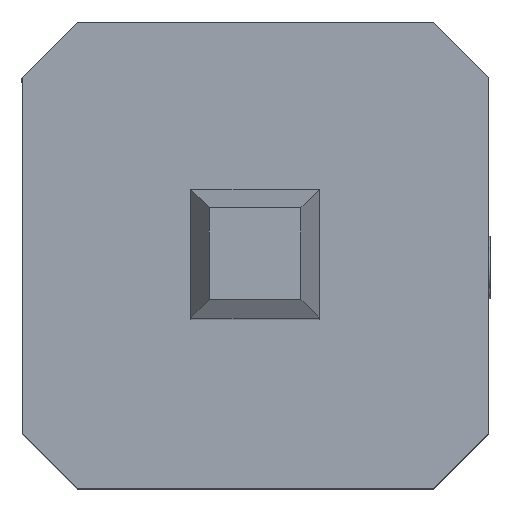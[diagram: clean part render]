
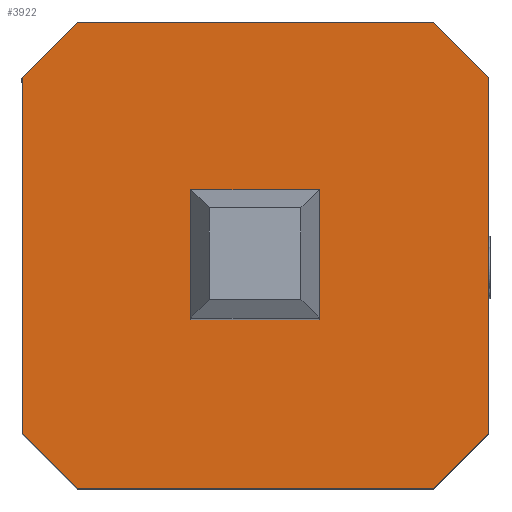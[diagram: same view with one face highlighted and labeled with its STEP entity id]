
A CAD part, top view. The second image highlights one B-rep face of the part: STEP entity #3922.
In plain terms, the highlighted planar face has unit normal (0, 0, 1).
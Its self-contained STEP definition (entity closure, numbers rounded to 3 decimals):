
#158 = CARTESIAN_POINT ( 'NONE',  ( -1.27, 0.97, 2.5 ) ) ;
#167 = VECTOR ( 'NONE', #13390, 1000. ) ;
#289 = CARTESIAN_POINT ( 'NONE',  ( 0.97, 1.27, 2.5 ) ) ;
#311 = ORIENTED_EDGE ( 'NONE', *, *, #14932, .T. ) ;
#958 = EDGE_CURVE ( 'NONE', #6278, #12054, #3692, .T. ) ;
#1268 = VECTOR ( 'NONE', #12035, 1000. ) ;
#1327 = ORIENTED_EDGE ( 'NONE', *, *, #6693, .T. ) ;
#1583 = VECTOR ( 'NONE', #10344, 1000. ) ;
#1820 = LINE ( 'NONE', #12597, #4093 ) ;
#1864 = ORIENTED_EDGE ( 'NONE', *, *, #958, .F. ) ;
#1951 = CARTESIAN_POINT ( 'NONE',  ( -0.35, 0.35, 2.5 ) ) ;
#2068 = EDGE_CURVE ( 'NONE', #12777, #3048, #11515, .T. ) ;
#2189 = FACE_OUTER_BOUND ( 'NONE', #10019, .T. ) ;
#2218 = CARTESIAN_POINT ( 'NONE',  ( -1.27, 0.97, 2.5 ) ) ;
#2284 = EDGE_CURVE ( 'NONE', #9227, #5282, #6821, .T. ) ;
#2353 = VERTEX_POINT ( 'NONE', #2218 ) ;
#2481 = ORIENTED_EDGE ( 'NONE', *, *, #11736, .F. ) ;
#2722 = CARTESIAN_POINT ( 'NONE',  ( 1.27, 0.97, 2.5 ) ) ;
#2862 = DIRECTION ( 'NONE',  ( 0.707, 0.707, 0. ) ) ;
#3048 = VERTEX_POINT ( 'NONE', #6846 ) ;
#3320 = CARTESIAN_POINT ( 'NONE',  ( 0., 0.35, 2.5 ) ) ;
#3324 = EDGE_CURVE ( 'NONE', #8395, #9227, #4965, .T. ) ;
#3431 = CARTESIAN_POINT ( 'NONE',  ( -1.27, -0.97, 2.5 ) ) ;
#3623 = CARTESIAN_POINT ( 'NONE',  ( 0.35, 0.35, 2.5 ) ) ;
#3692 = LINE ( 'NONE', #7236, #15532 ) ;
#3712 = EDGE_CURVE ( 'NONE', #2353, #8395, #4132, .T. ) ;
#3743 = LINE ( 'NONE', #5104, #9215 ) ;
#3861 = CARTESIAN_POINT ( 'NONE',  ( -0.97, -1.27, 2.5 ) ) ;
#3922 = ADVANCED_FACE ( 'NONE', ( #4623, #2189 ), #4853, .T. ) ;
#4093 = VECTOR ( 'NONE', #2862, 1000. ) ;
#4110 = EDGE_CURVE ( 'NONE', #6055, #6278, #8191, .T. ) ;
#4132 = LINE ( 'NONE', #158, #5266 ) ;
#4253 = LINE ( 'NONE', #2722, #9671 ) ;
#4623 = FACE_BOUND ( 'NONE', #12797, .T. ) ;
#4626 = DIRECTION ( 'NONE',  ( -1., 0., 0. ) ) ;
#4671 = CARTESIAN_POINT ( 'NONE',  ( 0.97, 1.27, 2.5 ) ) ;
#4698 = LINE ( 'NONE', #3320, #13883 ) ;
#4853 = PLANE ( 'NONE',  #9616 ) ;
#4965 = LINE ( 'NONE', #3431, #167 ) ;
#5104 = CARTESIAN_POINT ( 'NONE',  ( -0.35, 0., 2.5 ) ) ;
#5266 = VECTOR ( 'NONE', #7835, 1000. ) ;
#5282 = VERTEX_POINT ( 'NONE', #10362 ) ;
#5310 = LINE ( 'NONE', #4671, #1268 ) ;
#5349 = VECTOR ( 'NONE', #14588, 1000. ) ;
#6055 = VERTEX_POINT ( 'NONE', #9109 ) ;
#6124 = CARTESIAN_POINT ( 'NONE',  ( 1.27, -0.97, 2.5 ) ) ;
#6125 = LINE ( 'NONE', #10957, #5349 ) ;
#6278 = VERTEX_POINT ( 'NONE', #9553 ) ;
#6693 = EDGE_CURVE ( 'NONE', #3048, #2353, #6125, .T. ) ;
#6785 = EDGE_CURVE ( 'NONE', #11252, #8564, #4253, .T. ) ;
#6821 = LINE ( 'NONE', #3861, #6996 ) ;
#6846 = CARTESIAN_POINT ( 'NONE',  ( -0.97, 1.27, 2.5 ) ) ;
#6958 = CARTESIAN_POINT ( 'NONE',  ( 1.27, 0.97, 2.5 ) ) ;
#6996 = VECTOR ( 'NONE', #14973, 1000. ) ;
#7236 = CARTESIAN_POINT ( 'NONE',  ( 0.35, 0., 2.5 ) ) ;
#7316 = CARTESIAN_POINT ( 'NONE',  ( -0.97, -1.27, 2.5 ) ) ;
#7350 = DIRECTION ( 'NONE',  ( 0., 0., 1. ) ) ;
#7456 = ORIENTED_EDGE ( 'NONE', *, *, #3324, .T. ) ;
#7625 = ORIENTED_EDGE ( 'NONE', *, *, #2284, .T. ) ;
#7671 = EDGE_CURVE ( 'NONE', #8564, #12777, #5310, .T. ) ;
#7682 = DIRECTION ( 'NONE',  ( 0., -1., 0. ) ) ;
#7835 = DIRECTION ( 'NONE',  ( 0., -1., 0. ) ) ;
#7961 = DIRECTION ( 'NONE',  ( 0., 1., 0. ) ) ;
#7994 = CARTESIAN_POINT ( 'NONE',  ( -0.97, 1.27, 2.5 ) ) ;
#8191 = LINE ( 'NONE', #12633, #8855 ) ;
#8395 = VERTEX_POINT ( 'NONE', #12088 ) ;
#8564 = VERTEX_POINT ( 'NONE', #6958 ) ;
#8855 = VECTOR ( 'NONE', #13160, 1000. ) ;
#9109 = CARTESIAN_POINT ( 'NONE',  ( -0.35, -0.35, 2.5 ) ) ;
#9215 = VECTOR ( 'NONE', #7682, 1000. ) ;
#9227 = VERTEX_POINT ( 'NONE', #7316 ) ;
#9553 = CARTESIAN_POINT ( 'NONE',  ( 0.35, -0.35, 2.5 ) ) ;
#9616 = AXIS2_PLACEMENT_3D ( 'NONE', #9725, #7350, #14527 ) ;
#9671 = VECTOR ( 'NONE', #7961, 1000. ) ;
#9725 = CARTESIAN_POINT ( 'NONE',  ( 0., 0., 2.5 ) ) ;
#10015 = ORIENTED_EDGE ( 'NONE', *, *, #15057, .F. ) ;
#10019 = EDGE_LOOP ( 'NONE', ( #7456, #7625, #311, #11321, #14938, #10320, #1327, #14034 ) ) ;
#10320 = ORIENTED_EDGE ( 'NONE', *, *, #2068, .T. ) ;
#10344 = DIRECTION ( 'NONE',  ( -1., 0., 0. ) ) ;
#10362 = CARTESIAN_POINT ( 'NONE',  ( 0.97, -1.27, 2.5 ) ) ;
#10921 = VERTEX_POINT ( 'NONE', #1951 ) ;
#10957 = CARTESIAN_POINT ( 'NONE',  ( -1.27, 0.97, 2.5 ) ) ;
#11252 = VERTEX_POINT ( 'NONE', #6124 ) ;
#11321 = ORIENTED_EDGE ( 'NONE', *, *, #6785, .T. ) ;
#11515 = LINE ( 'NONE', #7994, #1583 ) ;
#11736 = EDGE_CURVE ( 'NONE', #12054, #10921, #4698, .T. ) ;
#12035 = DIRECTION ( 'NONE',  ( -0.707, 0.707, 0. ) ) ;
#12054 = VERTEX_POINT ( 'NONE', #3623 ) ;
#12088 = CARTESIAN_POINT ( 'NONE',  ( -1.27, -0.97, 2.5 ) ) ;
#12597 = CARTESIAN_POINT ( 'NONE',  ( 0.97, -1.27, 2.5 ) ) ;
#12633 = CARTESIAN_POINT ( 'NONE',  ( 0., -0.35, 2.5 ) ) ;
#12777 = VERTEX_POINT ( 'NONE', #289 ) ;
#12797 = EDGE_LOOP ( 'NONE', ( #1864, #14636, #10015, #2481 ) ) ;
#13160 = DIRECTION ( 'NONE',  ( 1., 0., 0. ) ) ;
#13390 = DIRECTION ( 'NONE',  ( 0.707, -0.707, 0. ) ) ;
#13883 = VECTOR ( 'NONE', #4626, 1000. ) ;
#14034 = ORIENTED_EDGE ( 'NONE', *, *, #3712, .T. ) ;
#14497 = DIRECTION ( 'NONE',  ( 0., 1., 0. ) ) ;
#14527 = DIRECTION ( 'NONE',  ( 1., 0., 0. ) ) ;
#14588 = DIRECTION ( 'NONE',  ( -0.707, -0.707, 0. ) ) ;
#14636 = ORIENTED_EDGE ( 'NONE', *, *, #4110, .F. ) ;
#14932 = EDGE_CURVE ( 'NONE', #5282, #11252, #1820, .T. ) ;
#14938 = ORIENTED_EDGE ( 'NONE', *, *, #7671, .T. ) ;
#14973 = DIRECTION ( 'NONE',  ( 1., 0., 0. ) ) ;
#15057 = EDGE_CURVE ( 'NONE', #10921, #6055, #3743, .T. ) ;
#15532 = VECTOR ( 'NONE', #14497, 1000. ) ;
